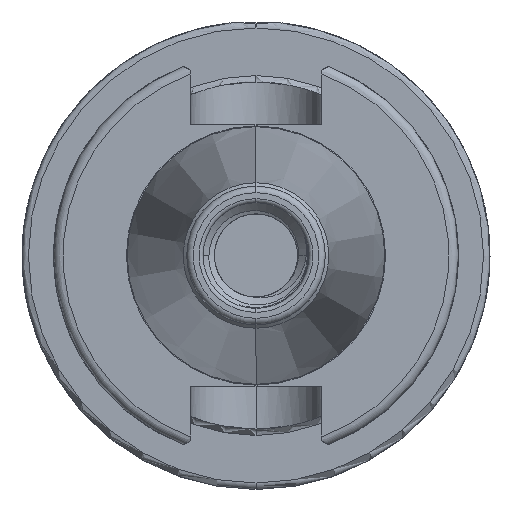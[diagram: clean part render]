
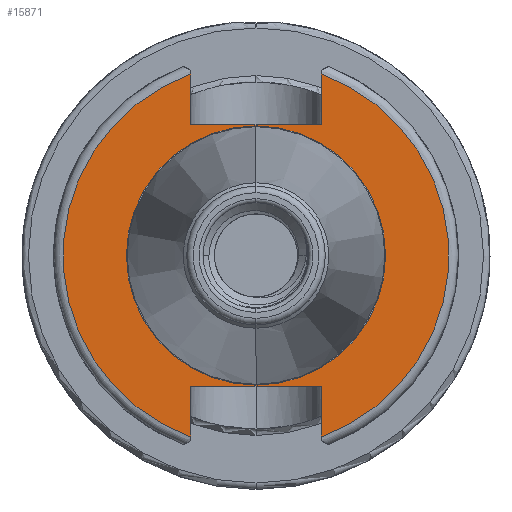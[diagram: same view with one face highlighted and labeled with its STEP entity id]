
A CAD part, left-side view. The second image highlights one B-rep face of the part: STEP entity #15871.
In plain terms, the highlighted planar face has unit normal (-1, 0, 0).
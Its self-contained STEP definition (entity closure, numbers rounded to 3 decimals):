
#136 = AXIS2_PLACEMENT_3D ( 'NONE', #3696, #3698, #3732 ) ;
#303 = EDGE_CURVE ( 'NONE', #5575, #5668, #6506, .T. ) ;
#694 = EDGE_CURVE ( 'NONE', #5784, #5832, #13473, .T. ) ;
#699 = EDGE_CURVE ( 'NONE', #5668, #5575, #13461, .T. ) ;
#711 = EDGE_CURVE ( 'NONE', #16867, #16866, #13428, .T. ) ;
#720 = EDGE_CURVE ( 'NONE', #16860, #16866, #13457, .T. ) ;
#732 = EDGE_CURVE ( 'NONE', #5721, #16867, #13540, .T. ) ;
#735 = EDGE_CURVE ( 'NONE', #5721, #5725, #13504, .T. ) ;
#739 = EDGE_CURVE ( 'NONE', #5744, #5832, #13541, .T. ) ;
#741 = EDGE_CURVE ( 'NONE', #5744, #16860, #13488, .T. ) ;
#745 = EDGE_CURVE ( 'NONE', #5725, #5784, #13487, .T. ) ;
#855 = AXIS2_PLACEMENT_3D ( 'NONE', #1384, #1409, #1397 ) ;
#902 = EDGE_LOOP ( 'NONE', ( #6693, #6677, #6674, #6670, #6671, #6672, #6682, #15425 ) ) ;
#1384 = CARTESIAN_POINT ( 'NONE',  ( -4., 0., 0. ) ) ;
#1397 = DIRECTION ( 'NONE',  ( 0., 0., 1. ) ) ;
#1409 = DIRECTION ( 'NONE',  ( -1., 0., 0. ) ) ;
#2063 = AXIS2_PLACEMENT_3D ( 'NONE', #4281, #4277, #4252 ) ;
#2075 = AXIS2_PLACEMENT_3D ( 'NONE', #4344, #4285, #4299 ) ;
#2287 = AXIS2_PLACEMENT_3D ( 'NONE', #11385, #11417, #11437 ) ;
#2959 = CARTESIAN_POINT ( 'NONE',  ( -4., 0., -16.062 ) ) ;
#3254 = CARTESIAN_POINT ( 'NONE',  ( -4., 0., 16.062 ) ) ;
#3292 = CARTESIAN_POINT ( 'NONE',  ( -4., -8.075, -22.495 ) ) ;
#3322 = CARTESIAN_POINT ( 'NONE',  ( -4., 8.075, 22.495 ) ) ;
#3343 = CARTESIAN_POINT ( 'NONE',  ( -4., 8.075, -22.495 ) ) ;
#3449 = CARTESIAN_POINT ( 'NONE',  ( -4., 8.075, -16.2 ) ) ;
#3510 = CARTESIAN_POINT ( 'NONE',  ( -4., -8.075, -16.2 ) ) ;
#3660 = CARTESIAN_POINT ( 'NONE',  ( -4., -8.075, -16.2 ) ) ;
#3696 = CARTESIAN_POINT ( 'NONE',  ( -4., 0., 0. ) ) ;
#3698 = DIRECTION ( 'NONE',  ( -1., 0., 0. ) ) ;
#3700 = DIRECTION ( 'NONE',  ( 0., -1., 0. ) ) ;
#3732 = DIRECTION ( 'NONE',  ( 0., 0., 1. ) ) ;
#3911 = DIRECTION ( 'NONE',  ( 0., -1., 0. ) ) ;
#3937 = CARTESIAN_POINT ( 'NONE',  ( -4., -8.075, 16.2 ) ) ;
#3976 = CARTESIAN_POINT ( 'NONE',  ( -4., -8.075, 29. ) ) ;
#4042 = DIRECTION ( 'NONE',  ( 0., 0., -1. ) ) ;
#4252 = DIRECTION ( 'NONE',  ( 0., 0., 1. ) ) ;
#4262 = DIRECTION ( 'NONE',  ( 0., 0., -1. ) ) ;
#4277 = DIRECTION ( 'NONE',  ( -1., 0., 0. ) ) ;
#4281 = CARTESIAN_POINT ( 'NONE',  ( -4., 0., 0. ) ) ;
#4285 = DIRECTION ( 'NONE',  ( -1., 0., 0. ) ) ;
#4288 = CARTESIAN_POINT ( 'NONE',  ( -4., 8.075, 29. ) ) ;
#4299 = DIRECTION ( 'NONE',  ( 0., 0., 1. ) ) ;
#4310 = CARTESIAN_POINT ( 'NONE',  ( -4., -8.075, -29. ) ) ;
#4321 = DIRECTION ( 'NONE',  ( 0., 0., 1. ) ) ;
#4344 = CARTESIAN_POINT ( 'NONE',  ( -4., 0., 0. ) ) ;
#4373 = CARTESIAN_POINT ( 'NONE',  ( -4., 8.075, -29. ) ) ;
#4394 = DIRECTION ( 'NONE',  ( 0., 0., 1. ) ) ;
#5575 = VERTEX_POINT ( 'NONE', #2959 ) ;
#5668 = VERTEX_POINT ( 'NONE', #3254 ) ;
#5721 = VERTEX_POINT ( 'NONE', #3322 ) ;
#5725 = VERTEX_POINT ( 'NONE', #3343 ) ;
#5744 = VERTEX_POINT ( 'NONE', #3292 ) ;
#5784 = VERTEX_POINT ( 'NONE', #3449 ) ;
#5832 = VERTEX_POINT ( 'NONE', #3510 ) ;
#6506 = CIRCLE ( 'NONE', #855, 16.062 ) ;
#6670 = ORIENTED_EDGE ( 'NONE', *, *, #739, .F. ) ;
#6671 = ORIENTED_EDGE ( 'NONE', *, *, #741, .T. ) ;
#6672 = ORIENTED_EDGE ( 'NONE', *, *, #720, .T. ) ;
#6674 = ORIENTED_EDGE ( 'NONE', *, *, #694, .T. ) ;
#6677 = ORIENTED_EDGE ( 'NONE', *, *, #745, .T. ) ;
#6682 = ORIENTED_EDGE ( 'NONE', *, *, #711, .F. ) ;
#6693 = ORIENTED_EDGE ( 'NONE', *, *, #735, .T. ) ;
#10790 = PLANE ( 'NONE',  #2287 ) ;
#11385 = CARTESIAN_POINT ( 'NONE',  ( -4., 16.062, 0. ) ) ;
#11417 = DIRECTION ( 'NONE',  ( 1., 0., 0. ) ) ;
#11437 = DIRECTION ( 'NONE',  ( 0., 0., -1. ) ) ;
#11963 = EDGE_LOOP ( 'NONE', ( #15390, #15393 ) ) ;
#13428 = LINE ( 'NONE', #3937, #13455 ) ;
#13437 = VECTOR ( 'NONE', #3700, 1000. ) ;
#13455 = VECTOR ( 'NONE', #3911, 1000. ) ;
#13457 = LINE ( 'NONE', #3976, #13462 ) ;
#13461 = CIRCLE ( 'NONE', #136, 16.062 ) ;
#13462 = VECTOR ( 'NONE', #4042, 1000. ) ;
#13473 = LINE ( 'NONE', #3660, #13437 ) ;
#13487 = LINE ( 'NONE', #4373, #13517 ) ;
#13488 = CIRCLE ( 'NONE', #2075, 23.9 ) ;
#13504 = CIRCLE ( 'NONE', #2063, 23.9 ) ;
#13508 = VECTOR ( 'NONE', #4262, 1000. ) ;
#13513 = VECTOR ( 'NONE', #4321, 1000. ) ;
#13517 = VECTOR ( 'NONE', #4394, 1000. ) ;
#13540 = LINE ( 'NONE', #4288, #13508 ) ;
#13541 = LINE ( 'NONE', #4310, #13513 ) ;
#13999 = FACE_OUTER_BOUND ( 'NONE', #902, .T. ) ;
#14022 = FACE_BOUND ( 'NONE', #11963, .T. ) ;
#15390 = ORIENTED_EDGE ( 'NONE', *, *, #699, .F. ) ;
#15393 = ORIENTED_EDGE ( 'NONE', *, *, #303, .F. ) ;
#15425 = ORIENTED_EDGE ( 'NONE', *, *, #732, .F. ) ;
#15871 = ADVANCED_FACE ( 'NONE', ( #13999, #14022 ), #10790, .F. ) ;
#16486 = CARTESIAN_POINT ( 'NONE',  ( -4., -8.075, 16.2 ) ) ;
#16501 = CARTESIAN_POINT ( 'NONE',  ( -4., -8.075, 22.495 ) ) ;
#16508 = CARTESIAN_POINT ( 'NONE',  ( -4., 8.075, 16.2 ) ) ;
#16860 = VERTEX_POINT ( 'NONE', #16501 ) ;
#16866 = VERTEX_POINT ( 'NONE', #16486 ) ;
#16867 = VERTEX_POINT ( 'NONE', #16508 ) ;
